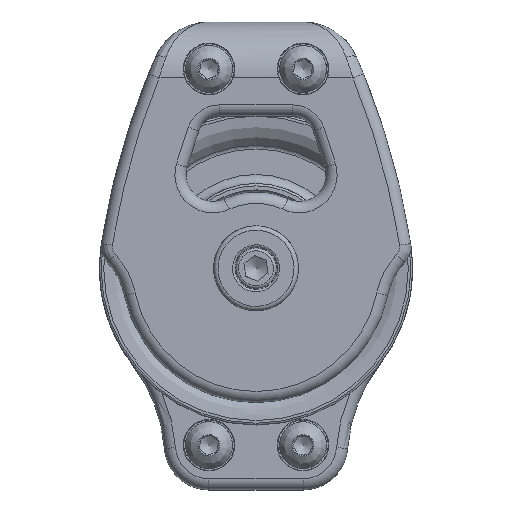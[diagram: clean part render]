
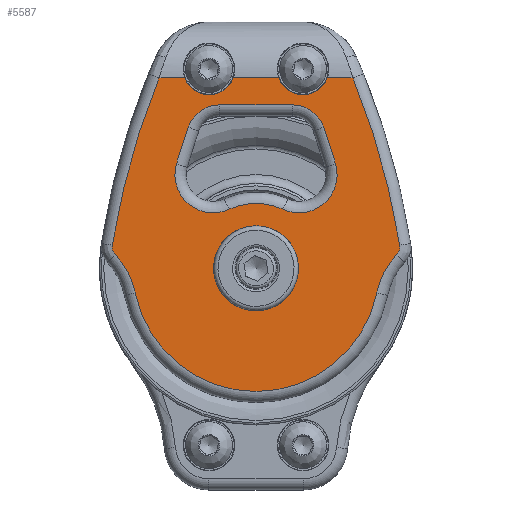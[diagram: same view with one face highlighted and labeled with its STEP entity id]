
A CAD part, front view. The second image highlights one B-rep face of the part: STEP entity #5587.
In plain terms, the highlighted planar face has unit normal (0, -1, 0).
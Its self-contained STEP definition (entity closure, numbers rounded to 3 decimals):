
#509=LINE('',#9431,#788);
#510=LINE('',#9433,#789);
#512=LINE('',#9472,#791);
#526=LINE('',#9641,#805);
#788=VECTOR('',#7243,10.);
#789=VECTOR('',#7244,10.);
#791=VECTOR('',#7246,10.);
#805=VECTOR('',#7366,10.);
#970=FACE_BOUND('',#1554,.T.);
#971=FACE_BOUND('',#1555,.T.);
#1168=FACE_OUTER_BOUND('',#1553,.T.);
#1553=EDGE_LOOP('',(#4355,#4356,#4357,#4358,#4359,#4360,#4361,#4362,#4363,
#4364,#4365,#4366));
#1554=EDGE_LOOP('',(#4367));
#1555=EDGE_LOOP('',(#4368,#4369,#4370,#4371,#4372,#4373,#4374,#4375));
#1915=CIRCLE('',#6059,11.5);
#1919=CIRCLE('',#6065,11.5);
#1954=CIRCLE('',#6118,17.);
#1956=CIRCLE('',#6121,325.);
#1959=CIRCLE('',#6125,15.);
#1963=CIRCLE('',#6131,15.);
#1966=CIRCLE('',#6135,325.);
#1969=CIRCLE('',#6139,17.);
#1971=CIRCLE('',#6142,29.);
#1976=CIRCLE('',#6152,345.);
#1977=CIRCLE('',#6153,5.);
#1978=CIRCLE('',#6154,35.);
#1979=CIRCLE('',#6155,55.);
#1980=CIRCLE('',#6156,35.);
#1981=CIRCLE('',#6157,5.);
#1982=CIRCLE('',#6158,345.);
#1983=CIRCLE('',#6159,19.);
#2396=VERTEX_POINT('',#9178);
#2398=VERTEX_POINT('',#9204);
#2410=VERTEX_POINT('',#9298);
#2412=VERTEX_POINT('',#9324);
#2428=VERTEX_POINT('',#9432);
#2433=VERTEX_POINT('',#9467);
#2466=VERTEX_POINT('',#9617);
#2469=VERTEX_POINT('',#9622);
#2471=VERTEX_POINT('',#9627);
#2473=VERTEX_POINT('',#9633);
#2475=VERTEX_POINT('',#9639);
#2477=VERTEX_POINT('',#9645);
#2479=VERTEX_POINT('',#9651);
#2481=VERTEX_POINT('',#9657);
#2487=VERTEX_POINT('',#9683);
#2488=VERTEX_POINT('',#9685);
#2489=VERTEX_POINT('',#9687);
#2490=VERTEX_POINT('',#9689);
#2491=VERTEX_POINT('',#9691);
#2492=VERTEX_POINT('',#9693);
#2493=VERTEX_POINT('',#9696);
#3052=EDGE_CURVE('',#2398,#2396,#1915,.T.);
#3068=EDGE_CURVE('',#2412,#2410,#1919,.T.);
#3089=EDGE_CURVE('',#2398,#2410,#509,.T.);
#3090=EDGE_CURVE('',#2412,#2428,#510,.T.);
#3096=EDGE_CURVE('',#2433,#2396,#512,.T.);
#3145=EDGE_CURVE('',#2469,#2466,#1954,.T.);
#3147=EDGE_CURVE('',#2471,#2469,#1956,.T.);
#3150=EDGE_CURVE('',#2473,#2471,#1959,.T.);
#3153=EDGE_CURVE('',#2475,#2473,#526,.T.);
#3156=EDGE_CURVE('',#2477,#2475,#1963,.T.);
#3159=EDGE_CURVE('',#2479,#2477,#1966,.T.);
#3162=EDGE_CURVE('',#2481,#2479,#1969,.T.);
#3164=EDGE_CURVE('',#2466,#2481,#1971,.T.);
#3175=EDGE_CURVE('',#2487,#2433,#1976,.T.);
#3176=EDGE_CURVE('',#2488,#2487,#1977,.T.);
#3177=EDGE_CURVE('',#2489,#2488,#1978,.T.);
#3178=EDGE_CURVE('',#2490,#2489,#1979,.T.);
#3179=EDGE_CURVE('',#2491,#2490,#1980,.T.);
#3180=EDGE_CURVE('',#2492,#2491,#1981,.T.);
#3181=EDGE_CURVE('',#2428,#2492,#1982,.T.);
#3182=EDGE_CURVE('',#2493,#2493,#1983,.T.);
#4355=ORIENTED_EDGE('',*,*,#3052,.T.);
#4356=ORIENTED_EDGE('',*,*,#3096,.F.);
#4357=ORIENTED_EDGE('',*,*,#3175,.F.);
#4358=ORIENTED_EDGE('',*,*,#3176,.F.);
#4359=ORIENTED_EDGE('',*,*,#3177,.F.);
#4360=ORIENTED_EDGE('',*,*,#3178,.F.);
#4361=ORIENTED_EDGE('',*,*,#3179,.F.);
#4362=ORIENTED_EDGE('',*,*,#3180,.F.);
#4363=ORIENTED_EDGE('',*,*,#3181,.F.);
#4364=ORIENTED_EDGE('',*,*,#3090,.F.);
#4365=ORIENTED_EDGE('',*,*,#3068,.T.);
#4366=ORIENTED_EDGE('',*,*,#3089,.F.);
#4367=ORIENTED_EDGE('',*,*,#3182,.T.);
#4368=ORIENTED_EDGE('',*,*,#3145,.F.);
#4369=ORIENTED_EDGE('',*,*,#3147,.F.);
#4370=ORIENTED_EDGE('',*,*,#3150,.F.);
#4371=ORIENTED_EDGE('',*,*,#3153,.F.);
#4372=ORIENTED_EDGE('',*,*,#3156,.F.);
#4373=ORIENTED_EDGE('',*,*,#3159,.F.);
#4374=ORIENTED_EDGE('',*,*,#3162,.F.);
#4375=ORIENTED_EDGE('',*,*,#3164,.F.);
#5352=PLANE('',#6151);
#5587=ADVANCED_FACE('',(#1168,#970,#971),#5352,.T.);
#6059=AXIS2_PLACEMENT_3D('',#9205,#7197,#7198);
#6065=AXIS2_PLACEMENT_3D('',#9325,#7213,#7214);
#6118=AXIS2_PLACEMENT_3D('',#9624,#7344,#7345);
#6121=AXIS2_PLACEMENT_3D('',#9629,#7350,#7351);
#6125=AXIS2_PLACEMENT_3D('',#9635,#7358,#7359);
#6131=AXIS2_PLACEMENT_3D('',#9647,#7372,#7373);
#6135=AXIS2_PLACEMENT_3D('',#9653,#7380,#7381);
#6139=AXIS2_PLACEMENT_3D('',#9659,#7388,#7389);
#6142=AXIS2_PLACEMENT_3D('',#9662,#7394,#7395);
#6151=AXIS2_PLACEMENT_3D('',#9682,#7418,#7419);
#6152=AXIS2_PLACEMENT_3D('',#9684,#7420,#7421);
#6153=AXIS2_PLACEMENT_3D('',#9686,#7422,#7423);
#6154=AXIS2_PLACEMENT_3D('',#9688,#7424,#7425);
#6155=AXIS2_PLACEMENT_3D('',#9690,#7426,#7427);
#6156=AXIS2_PLACEMENT_3D('',#9692,#7428,#7429);
#6157=AXIS2_PLACEMENT_3D('',#9694,#7430,#7431);
#6158=AXIS2_PLACEMENT_3D('',#9695,#7432,#7433);
#6159=AXIS2_PLACEMENT_3D('',#9697,#7434,#7435);
#7197=DIRECTION('center_axis',(0.,1.,0.));
#7198=DIRECTION('ref_axis',(-1.,0.,0.));
#7213=DIRECTION('center_axis',(0.,1.,0.));
#7214=DIRECTION('ref_axis',(-1.,0.,0.));
#7243=DIRECTION('',(1.,0.,0.));
#7244=DIRECTION('',(1.,0.,0.));
#7246=DIRECTION('',(1.,0.,0.));
#7344=DIRECTION('center_axis',(0.,-1.,0.));
#7345=DIRECTION('ref_axis',(-0.653,0.,-0.757));
#7350=DIRECTION('center_axis',(0.,-1.,0.));
#7351=DIRECTION('ref_axis',(-0.952,0.,0.305));
#7358=DIRECTION('center_axis',(0.,-1.,0.));
#7359=DIRECTION('ref_axis',(-0.579,0.,0.816));
#7366=DIRECTION('',(-1.,0.,0.));
#7372=DIRECTION('center_axis',(0.,-1.,0.));
#7373=DIRECTION('ref_axis',(0.579,0.,0.816));
#7380=DIRECTION('center_axis',(0.,-1.,0.));
#7381=DIRECTION('ref_axis',(0.952,0.,0.305));
#7388=DIRECTION('center_axis',(0.,-1.,0.));
#7389=DIRECTION('ref_axis',(0.653,0.,-0.757));
#7394=DIRECTION('center_axis',(0.,1.,0.));
#7395=DIRECTION('ref_axis',(0.,0.,1.));
#7418=DIRECTION('center_axis',(0.,-1.,0.));
#7419=DIRECTION('ref_axis',(0.,0.,
-1.));
#7420=DIRECTION('center_axis',(0.,1.,0.));
#7421=DIRECTION('ref_axis',(-0.964,0.,0.266));
#7422=DIRECTION('center_axis',(0.,1.,0.));
#7423=DIRECTION('ref_axis',(-0.955,0.,-0.297));
#7424=DIRECTION('center_axis',(0.,-1.,0.));
#7425=DIRECTION('ref_axis',(0.886,0.,0.464));
#7426=DIRECTION('center_axis',(0.,1.,0.));
#7427=DIRECTION('ref_axis',(0.,0.,
-1.));
#7428=DIRECTION('center_axis',(0.,-1.,0.));
#7429=DIRECTION('ref_axis',(-0.886,0.,0.464));
#7430=DIRECTION('center_axis',(0.,1.,0.));
#7431=DIRECTION('ref_axis',(0.955,0.,-0.297));
#7432=DIRECTION('center_axis',(0.,1.,0.));
#7433=DIRECTION('ref_axis',(0.964,0.,0.266));
#7434=DIRECTION('center_axis',(0.,1.,0.));
#7435=DIRECTION('ref_axis',(-1.,0.,0.));
#9178=CARTESIAN_POINT('',(-31.782,-18.5,96.));
#9204=CARTESIAN_POINT('',(-10.218,-18.5,96.));
#9205=CARTESIAN_POINT('Origin',(-21.,-18.5,100.));
#9298=CARTESIAN_POINT('',(10.218,-18.5,96.));
#9324=CARTESIAN_POINT('',(31.782,-18.5,96.));
#9325=CARTESIAN_POINT('Origin',(21.,-18.5,100.));
#9431=CARTESIAN_POINT('',(0.,-18.5,96.));
#9432=CARTESIAN_POINT('',(43.343,-18.5,96.));
#9433=CARTESIAN_POINT('',(0.,-18.5,96.));
#9467=CARTESIAN_POINT('',(-43.343,-18.5,96.));
#9472=CARTESIAN_POINT('',(0.,-18.5,96.));
#9617=CARTESIAN_POINT('',(-12.124,-18.5,37.344));
#9622=CARTESIAN_POINT('',(-35.551,-18.5,57.547));
#9624=CARTESIAN_POINT('Origin',(-19.231,-18.5,52.787));
#9627=CARTESIAN_POINT('',(-30.289,-18.5,73.957));
#9629=CARTESIAN_POINT('Origin',(276.449,-18.5,-33.453));
#9633=CARTESIAN_POINT('',(-16.132,-18.5,84.));
#9635=CARTESIAN_POINT('Origin',(-16.132,-18.5,69.));
#9639=CARTESIAN_POINT('',(16.132,-18.5,84.));
#9641=CARTESIAN_POINT('',(8.066,-18.5,84.));
#9645=CARTESIAN_POINT('',(30.289,-18.5,73.957));
#9647=CARTESIAN_POINT('Origin',(16.132,-18.5,69.));
#9651=CARTESIAN_POINT('',(35.551,-18.5,57.547));
#9653=CARTESIAN_POINT('Origin',(-276.449,-18.5,-33.453));
#9657=CARTESIAN_POINT('',(12.124,-18.5,37.344));
#9659=CARTESIAN_POINT('Origin',(19.231,-18.5,52.787));
#9662=CARTESIAN_POINT('Origin',(0.,-18.5,11.));
#9682=CARTESIAN_POINT('Origin',(0.,-18.5,
120.5));
#9683=CARTESIAN_POINT('',(-64.176,-18.5,21.32));
#9684=CARTESIAN_POINT('Origin',(276.449,-18.5,-33.453));
#9685=CARTESIAN_POINT('',(-62.854,-18.5,17.072));
#9686=CARTESIAN_POINT('Origin',(-59.239,-18.5,20.526));
#9687=CARTESIAN_POINT('',(-53.875,-18.5,-0.066));
#9688=CARTESIAN_POINT('Origin',(-88.16,-18.5,-7.108));
#9689=CARTESIAN_POINT('',(53.875,-18.5,-0.066));
#9690=CARTESIAN_POINT('Origin',(0.,-18.5,11.));
#9691=CARTESIAN_POINT('',(62.854,-18.5,17.072));
#9692=CARTESIAN_POINT('Origin',(88.16,-18.5,-7.108));
#9693=CARTESIAN_POINT('',(64.176,-18.5,21.32));
#9694=CARTESIAN_POINT('Origin',(59.239,-18.5,20.526));
#9695=CARTESIAN_POINT('Origin',(-276.449,-18.5,-33.453));
#9696=CARTESIAN_POINT('',(19.,-18.5,11.));
#9697=CARTESIAN_POINT('Origin',(0.,-18.5,11.));
